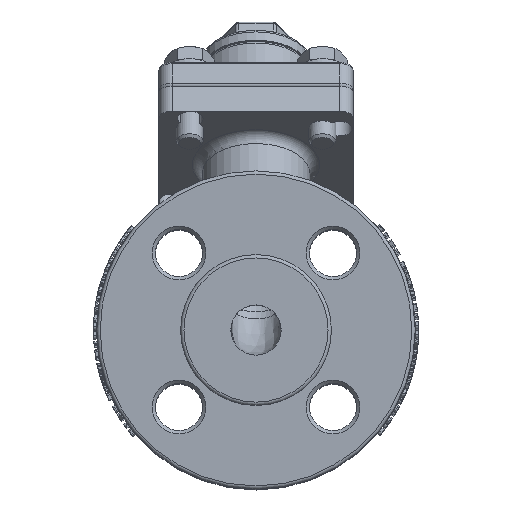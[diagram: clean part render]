
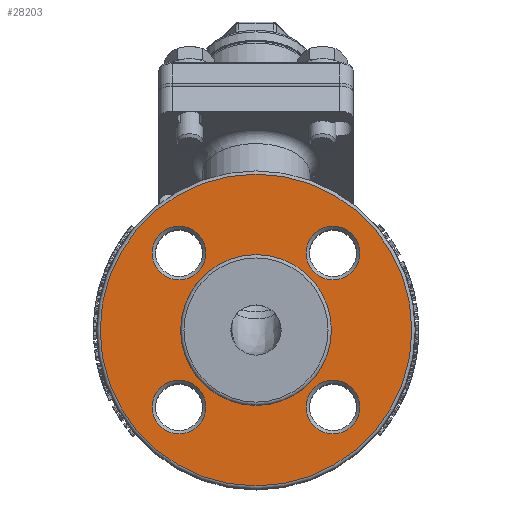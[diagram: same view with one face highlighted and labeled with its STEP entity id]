
A CAD part, top view. The second image highlights one B-rep face of the part: STEP entity #28203.
In plain terms, the highlighted planar face has unit normal (0, 0, 1).
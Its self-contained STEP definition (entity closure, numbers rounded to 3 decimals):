
#2723=PLANE('',#29876);
#6452=FACE_BOUND('',#9749,.T.);
#6453=FACE_BOUND('',#9750,.T.);
#6454=FACE_BOUND('',#9751,.T.);
#6455=FACE_BOUND('',#9752,.T.);
#6456=FACE_BOUND('',#9753,.T.);
#7988=FACE_OUTER_BOUND('',#9748,.T.);
#9748=EDGE_LOOP('',(#24954));
#9749=EDGE_LOOP('',(#24955));
#9750=EDGE_LOOP('',(#24956));
#9751=EDGE_LOOP('',(#24957));
#9752=EDGE_LOOP('',(#24958));
#9753=EDGE_LOOP('',(#24959));
#10499=CIRCLE('',#29752,8.);
#10566=CIRCLE('',#29875,8.);
#10567=CIRCLE('',#29877,46.5);
#10568=CIRCLE('',#29878,22.5);
#10569=CIRCLE('',#29879,8.);
#10570=CIRCLE('',#29880,8.);
#13098=VERTEX_POINT('',#63444);
#13175=VERTEX_POINT('',#64769);
#13176=VERTEX_POINT('',#64772);
#13177=VERTEX_POINT('',#64774);
#13178=VERTEX_POINT('',#64776);
#13179=VERTEX_POINT('',#64778);
#16986=EDGE_CURVE('',#13098,#13098,#10499,.T.);
#17108=EDGE_CURVE('',#13175,#13175,#10566,.T.);
#17109=EDGE_CURVE('',#13176,#13176,#10567,.T.);
#17110=EDGE_CURVE('',#13177,#13177,#10568,.T.);
#17111=EDGE_CURVE('',#13178,#13178,#10569,.T.);
#17112=EDGE_CURVE('',#13179,#13179,#10570,.T.);
#24954=ORIENTED_EDGE('',*,*,#17109,.F.);
#24955=ORIENTED_EDGE('',*,*,#17110,.F.);
#24956=ORIENTED_EDGE('',*,*,#17111,.F.);
#24957=ORIENTED_EDGE('',*,*,#17112,.F.);
#24958=ORIENTED_EDGE('',*,*,#17108,.F.);
#24959=ORIENTED_EDGE('',*,*,#16986,.F.);
#28203=ADVANCED_FACE('',(#7988,#6452,#6453,#6454,#6455,#6456),#2723,.T.);
#29752=AXIS2_PLACEMENT_3D('',#63445,#34703,#34704);
#29875=AXIS2_PLACEMENT_3D('',#64770,#34965,#34966);
#29876=AXIS2_PLACEMENT_3D('',#64771,#34967,#34968);
#29877=AXIS2_PLACEMENT_3D('',#64773,#34969,#34970);
#29878=AXIS2_PLACEMENT_3D('',#64775,#34971,#34972);
#29879=AXIS2_PLACEMENT_3D('',#64777,#34973,#34974);
#29880=AXIS2_PLACEMENT_3D('',#64779,#34975,#34976);
#34703=DIRECTION('center_axis',(0.,0.,1.));
#34704=DIRECTION('ref_axis',(0.,1.,0.));
#34965=DIRECTION('center_axis',(0.,0.,1.));
#34966=DIRECTION('ref_axis',(-1.,0.,0.));
#34967=DIRECTION('center_axis',(0.,0.,1.));
#34968=DIRECTION('ref_axis',(1.,0.,0.));
#34969=DIRECTION('center_axis',(0.,0.,-1.));
#34970=DIRECTION('ref_axis',(-1.,0.,0.));
#34971=DIRECTION('center_axis',(0.,0.,1.));
#34972=DIRECTION('ref_axis',(-1.,0.,0.));
#34973=DIRECTION('center_axis',(0.,0.,1.));
#34974=DIRECTION('ref_axis',(0.,-1.,0.));
#34975=DIRECTION('center_axis',(0.,0.,1.));
#34976=DIRECTION('ref_axis',(1.,0.,0.));
#63444=CARTESIAN_POINT('',(-22.981,-30.981,128.));
#63445=CARTESIAN_POINT('Origin',(-22.981,-22.981,128.));
#64769=CARTESIAN_POINT('',(30.981,-22.981,128.));
#64770=CARTESIAN_POINT('Origin',(22.981,-22.981,128.));
#64771=CARTESIAN_POINT('Origin',(0.,0.,128.));
#64772=CARTESIAN_POINT('',(46.5,0.,128.));
#64773=CARTESIAN_POINT('Origin',(0.,0.,128.));
#64774=CARTESIAN_POINT('',(22.5,0.,128.));
#64775=CARTESIAN_POINT('Origin',(0.,0.,128.));
#64776=CARTESIAN_POINT('',(22.981,30.981,128.));
#64777=CARTESIAN_POINT('Origin',(22.981,22.981,128.));
#64778=CARTESIAN_POINT('',(-30.981,22.981,128.));
#64779=CARTESIAN_POINT('Origin',(-22.981,22.981,128.));
